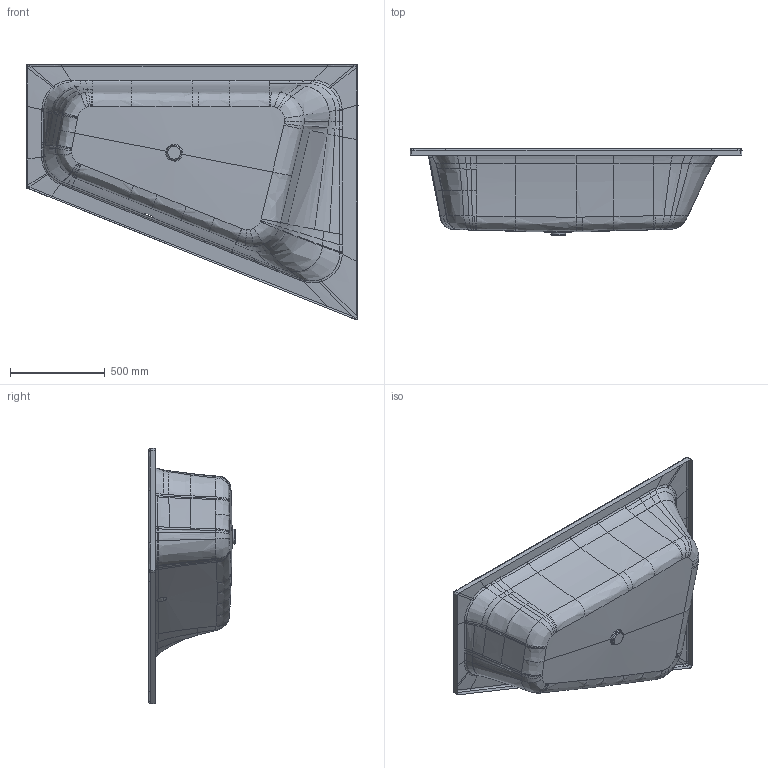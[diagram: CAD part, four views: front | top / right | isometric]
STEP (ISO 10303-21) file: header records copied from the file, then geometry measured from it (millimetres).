
FILE_DESCRIPTION((''),'2;1');
FILE_NAME('UBA_175_LFS_9LIV','2021-07-15T13:47:55',('grootj'),('Villeroy & Boch Wellness bv'),'CREO PARAMETRIC BY PTC INC, 2020454','CREO PARAMETRIC BY PTC INC, 2020454','');
FILE_SCHEMA(('CONFIG_CONTROL_DESIGN'));
Length unit declared in the file: millimetre
Products named in the file (1): UBA_175_LFS_9LIV
Bounding box: 1750 x 456.87 x 1345.23 mm (x, y, z)
Surface area: 3113482 mm2 (no closed solid volume)
Topology: 0 solids, 1 shells, 273 faces, 643 edges, 370 vertices
Faces by surface type: bspline 219, cylinder 35, plane 10, torus 5, cone 4
Entity records: 17405 total; most frequent: CARTESIAN_POINT 12868, ORIENTED_EDGE 1274, EDGE_CURVE 643, B_SPLINE_CURVE_WITH_KNOTS 493, VERTEX_POINT 370, DIRECTION 322, EDGE_LOOP 273, FACE_OUTER_BOUND 273
